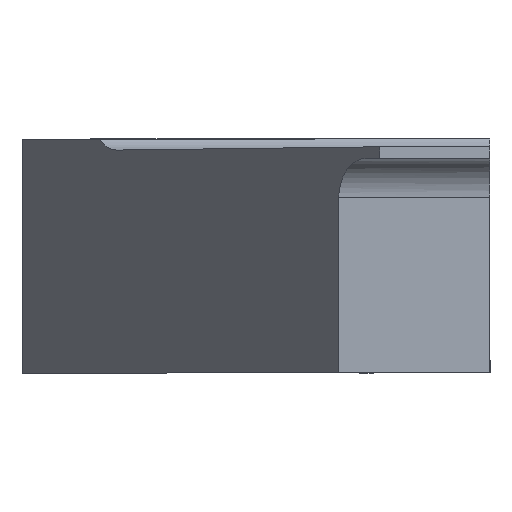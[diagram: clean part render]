
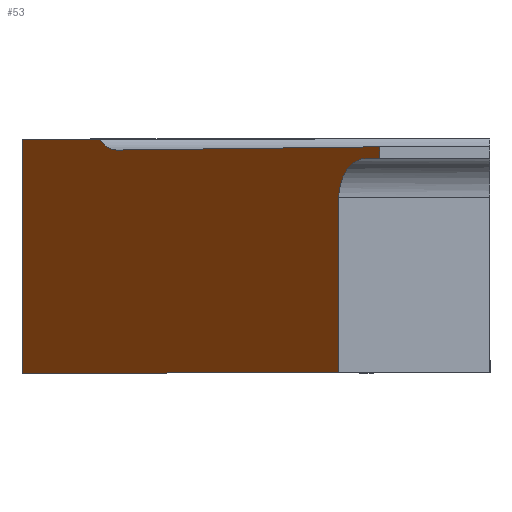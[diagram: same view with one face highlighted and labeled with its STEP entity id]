
A CAD part, left-side view. The second image highlights one B-rep face of the part: STEP entity #53.
In plain terms, the highlighted planar face has unit normal (-0.574, 0.819, 0).
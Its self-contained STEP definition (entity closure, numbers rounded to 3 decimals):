
#7 = DIRECTION ( 'NONE',  ( 0., 0., 1. ) ) ;
#15 = LINE ( 'NONE', #245, #131 ) ;
#30 =( BOUNDED_CURVE ( )  B_SPLINE_CURVE ( 3, ( #496, #157, #447, #429 ),
 .UNSPECIFIED., .F., .T. ) 
 B_SPLINE_CURVE_WITH_KNOTS ( ( 4, 4 ),
 ( 4.712, 6.283 ),
 .UNSPECIFIED. ) 
 CURVE ( )  GEOMETRIC_REPRESENTATION_ITEM ( )  RATIONAL_B_SPLINE_CURVE ( ( 1., 0.805, 0.805, 1. ) ) 
 REPRESENTATION_ITEM ( '' )  );
#31 = EDGE_CURVE ( 'NONE', #619, #32, #30, .T. ) ;
#32 = VERTEX_POINT ( 'NONE', #501 ) ;
#33 = VERTEX_POINT ( 'NONE', #224 ) ;
#35 = ORIENTED_EDGE ( 'NONE', *, *, #582, .F. ) ;
#36 = ORIENTED_EDGE ( 'NONE', *, *, #219, .T. ) ;
#43 = CARTESIAN_POINT ( 'NONE',  ( 0., 1.411, -1.5 ) ) ;
#49 = ORIENTED_EDGE ( 'NONE', *, *, #246, .F. ) ;
#51 = ORIENTED_EDGE ( 'NONE', *, *, #664, .T. ) ;
#53 = ADVANCED_FACE ( 'NONE', ( #489 ), #343, .F. ) ;
#57 = CARTESIAN_POINT ( 'NONE',  ( 0., 1.411, -1.5 ) ) ;
#60 = CARTESIAN_POINT ( 'NONE',  ( 0.252, 1.587, 1.252 ) ) ;
#62 = EDGE_CURVE ( 'NONE', #150, #668, #124, .T. ) ;
#67 = VECTOR ( 'NONE', #410, 1000. ) ;
#91 = DIRECTION ( 'NONE',  ( 0.574, -0.819, 0. ) ) ;
#118 = VECTOR ( 'NONE', #442, 1000. ) ;
#124 = LINE ( 'NONE', #592, #451 ) ;
#127 = CARTESIAN_POINT ( 'NONE',  ( 0., 1.411, -1.5 ) ) ;
#131 = VECTOR ( 'NONE', #669, 1000. ) ;
#137 =( BOUNDED_CURVE ( )  B_SPLINE_CURVE ( 3, ( #736, #457, #60, #351 ),
 .UNSPECIFIED., .F., .T. ) 
 B_SPLINE_CURVE_WITH_KNOTS ( ( 4, 4 ),
 ( 4.704, 4.712 ),
 .UNSPECIFIED. ) 
 CURVE ( )  GEOMETRIC_REPRESENTATION_ITEM ( )  RATIONAL_B_SPLINE_CURVE ( ( 1., 1., 1., 1. ) ) 
 REPRESENTATION_ITEM ( '' )  );
#142 = VERTEX_POINT ( 'NONE', #277 ) ;
#150 = VERTEX_POINT ( 'NONE', #578 ) ;
#151 = CARTESIAN_POINT ( 'NONE',  ( 0.017, 1.423, 1.4 ) ) ;
#157 = CARTESIAN_POINT ( 'NONE',  ( 0.546, 1.793, 1.252 ) ) ;
#181 = CARTESIAN_POINT ( 'NONE',  ( 4.939, 4.869, 1.357 ) ) ;
#198 = CARTESIAN_POINT ( 'NONE',  ( 0.753, 1.938, -1.5 ) ) ;
#211 = LINE ( 'NONE', #57, #233 ) ;
#214 = VECTOR ( 'NONE', #720, 1000. ) ;
#217 = ORIENTED_EDGE ( 'NONE', *, *, #31, .F. ) ;
#219 = EDGE_CURVE ( 'NONE', #150, #514, #211, .T. ) ;
#224 = CARTESIAN_POINT ( 'NONE',  ( 4.818, 4.784, 1.358 ) ) ;
#233 = VECTOR ( 'NONE', #569, 1000. ) ;
#245 = CARTESIAN_POINT ( 'NONE',  ( 0.753, 1.938, -1.5 ) ) ;
#246 = EDGE_CURVE ( 'NONE', #32, #514, #15, .T. ) ;
#275 = LINE ( 'NONE', #321, #118 ) ;
#277 = CARTESIAN_POINT ( 'NONE',  ( 0., 1.411, 1.4 ) ) ;
#280 = CARTESIAN_POINT ( 'NONE',  ( 0.249, 1.585, 1.252 ) ) ;
#283 = CARTESIAN_POINT ( 'NONE',  ( -0.016, 1.399, 1.25 ) ) ;
#284 = LINE ( 'NONE', #127, #67 ) ;
#292 = DIRECTION ( 'NONE',  ( -0.819, -0.574, 0.007 ) ) ;
#296 = EDGE_CURVE ( 'NONE', #349, #619, #137, .T. ) ;
#298 = ORIENTED_EDGE ( 'NONE', *, *, #296, .F. ) ;
#321 = CARTESIAN_POINT ( 'NONE',  ( 0., 1.411, 1.5 ) ) ;
#330 = AXIS2_PLACEMENT_3D ( 'NONE', #43, #91, #360 ) ;
#343 = PLANE ( 'NONE',  #330 ) ;
#349 = VERTEX_POINT ( 'NONE', #280 ) ;
#351 = CARTESIAN_POINT ( 'NONE',  ( 0.253, 1.588, 1.252 ) ) ;
#360 = DIRECTION ( 'NONE',  ( 0.819, 0.574, 0. ) ) ;
#361 = LINE ( 'NONE', #151, #699 ) ;
#370 = CARTESIAN_POINT ( 'NONE',  ( 6.554, 6., 1.5 ) ) ;
#404 = ORIENTED_EDGE ( 'NONE', *, *, #62, .F. ) ;
#405 = CARTESIAN_POINT ( 'NONE',  ( 5.127, 5.001, 1.5 ) ) ;
#410 = DIRECTION ( 'NONE',  ( 0., 0., 1. ) ) ;
#426 = ORIENTED_EDGE ( 'NONE', *, *, #732, .F. ) ;
#429 = CARTESIAN_POINT ( 'NONE',  ( 0.753, 1.938, 0.752 ) ) ;
#442 = DIRECTION ( 'NONE',  ( -0.819, -0.574, 0. ) ) ;
#447 = CARTESIAN_POINT ( 'NONE',  ( 0.753, 1.938, 1.045 ) ) ;
#451 = VECTOR ( 'NONE', #7, 1000. ) ;
#457 = CARTESIAN_POINT ( 'NONE',  ( 0.25, 1.586, 1.252 ) ) ;
#475 = CARTESIAN_POINT ( 'NONE',  ( 0., 1.411, 1.25 ) ) ;
#476 = VERTEX_POINT ( 'NONE', #707 ) ;
#485 = ORIENTED_EDGE ( 'NONE', *, *, #566, .F. ) ;
#489 = FACE_OUTER_BOUND ( 'NONE', #511, .T. ) ;
#496 = CARTESIAN_POINT ( 'NONE',  ( 0.253, 1.588, 1.252 ) ) ;
#501 = CARTESIAN_POINT ( 'NONE',  ( 0.753, 1.938, 0.752 ) ) ;
#507 = EDGE_CURVE ( 'NONE', #33, #142, #361, .T. ) ;
#511 = EDGE_LOOP ( 'NONE', ( #485, #404, #36, #49, #217, #298, #426, #51, #663, #35 ) ) ;
#514 = VERTEX_POINT ( 'NONE', #198 ) ;
#545 = CARTESIAN_POINT ( 'NONE',  ( 0.253, 1.588, 1.252 ) ) ;
#566 = EDGE_CURVE ( 'NONE', #668, #476, #275, .T. ) ;
#569 = DIRECTION ( 'NONE',  ( -0.819, -0.574, 0. ) ) ;
#578 = CARTESIAN_POINT ( 'NONE',  ( 6.554, 6., -1.5 ) ) ;
#582 = EDGE_CURVE ( 'NONE', #476, #33, #745, .T. ) ;
#592 = CARTESIAN_POINT ( 'NONE',  ( 6.554, 6., -1.5 ) ) ;
#613 = CARTESIAN_POINT ( 'NONE',  ( 4.818, 4.784, 1.358 ) ) ;
#619 = VERTEX_POINT ( 'NONE', #545 ) ;
#661 = CARTESIAN_POINT ( 'NONE',  ( 5.049, 4.946, 1.407 ) ) ;
#663 = ORIENTED_EDGE ( 'NONE', *, *, #507, .F. ) ;
#664 = EDGE_CURVE ( 'NONE', #679, #142, #284, .T. ) ;
#668 = VERTEX_POINT ( 'NONE', #370 ) ;
#669 = DIRECTION ( 'NONE',  ( 0., 0., -1. ) ) ;
#672 = LINE ( 'NONE', #283, #214 ) ;
#679 = VERTEX_POINT ( 'NONE', #475 ) ;
#699 = VECTOR ( 'NONE', #292, 1000. ) ;
#707 = CARTESIAN_POINT ( 'NONE',  ( 5.127, 5.001, 1.5 ) ) ;
#720 = DIRECTION ( 'NONE',  ( 0.819, 0.574, 0.007 ) ) ;
#732 = EDGE_CURVE ( 'NONE', #679, #349, #672, .T. ) ;
#736 = CARTESIAN_POINT ( 'NONE',  ( 0.249, 1.585, 1.252 ) ) ;
#745 =( BOUNDED_CURVE ( )  B_SPLINE_CURVE ( 3, ( #405, #661, #181, #613 ),
 .UNSPECIFIED., .F., .T. ) 
 B_SPLINE_CURVE_WITH_KNOTS ( ( 4, 4 ),
 ( 0.701, 1.58 ),
 .UNSPECIFIED. ) 
 CURVE ( )  GEOMETRIC_REPRESENTATION_ITEM ( )  RATIONAL_B_SPLINE_CURVE ( ( 1., 0.937, 0.937, 1. ) ) 
 REPRESENTATION_ITEM ( '' )  );
